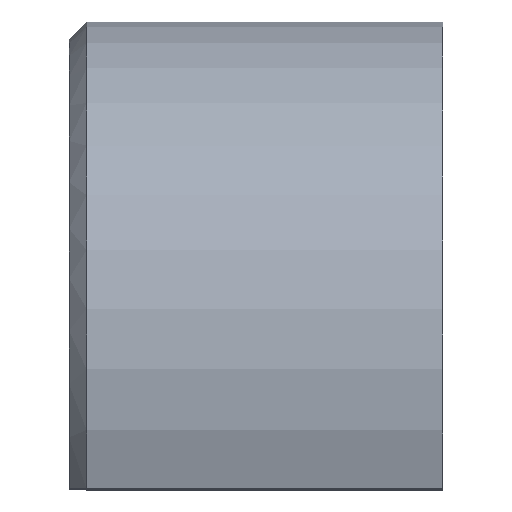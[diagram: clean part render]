
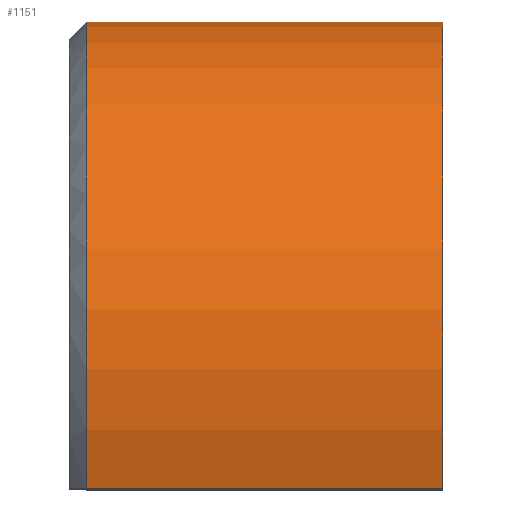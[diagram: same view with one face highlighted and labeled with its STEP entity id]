
A CAD part, top view. The second image highlights one B-rep face of the part: STEP entity #1151.
In plain terms, the highlighted cylindrical face has radius 30 mm (diameter 60 mm), a partial arc.
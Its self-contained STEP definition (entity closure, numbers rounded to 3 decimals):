
#216=CARTESIAN_POINT('',(0.,30.0,0.));
#217=VERTEX_POINT('',#216);
#218=CARTESIAN_POINT('',(-30.5,30.,0.));
#219=VERTEX_POINT('',#218);
#220=CARTESIAN_POINT('',(0.,30.0,0.));
#221=DIRECTION('',(-1.0,0.0,0.0));
#222=VECTOR('',#221,30.5);
#223=LINE('',#220,#222);
#224=EDGE_CURVE('',#217,#219,#223,.T.);
#829=CARTESIAN_POINT('',(-30.5,-10.,28.284));
#830=VERTEX_POINT('',#829);
#844=CARTESIAN_POINT('',(-30.5,0.,0.0));
#845=DIRECTION('',(-1.0,0.0,0.0));
#846=DIRECTION('',(0.0,1.0,0.0));
#847=AXIS2_PLACEMENT_3D('',#844,#845,#846);
#848=CIRCLE('',#847,30.);
#849=EDGE_CURVE('',#830,#219,#848,.T.);
#1051=CARTESIAN_POINT('',(0.,-10.,28.284));
#1052=VERTEX_POINT('',#1051);
#1059=CARTESIAN_POINT('',(-30.5,-10.,28.284));
#1060=DIRECTION('',(1.0,0.0,0.0));
#1061=VECTOR('',#1060,30.5);
#1062=LINE('',#1059,#1061);
#1063=EDGE_CURVE('',#830,#1052,#1062,.T.);
#1134=CARTESIAN_POINT('',(-16.,0.,0.0));
#1135=DIRECTION('',(-1.0,0.,0.0));
#1136=DIRECTION('',(0.0,1.0,0.0));
#1137=AXIS2_PLACEMENT_3D('',#1134,#1135,#1136);
#1138=CYLINDRICAL_SURFACE('',#1137,30.);
#1139=ORIENTED_EDGE('',*,*,#224,.T.);
#1140=ORIENTED_EDGE('',*,*,#849,.F.);
#1141=ORIENTED_EDGE('',*,*,#1063,.T.);
#1142=CARTESIAN_POINT('',(0.,0.,0.0));
#1143=DIRECTION('',(-1.0,0.0,0.0));
#1144=DIRECTION('',(0.0,1.0,0.0));
#1145=AXIS2_PLACEMENT_3D('',#1142,#1143,#1144);
#1146=CIRCLE('',#1145,30.0);
#1147=EDGE_CURVE('',#1052,#217,#1146,.T.);
#1148=ORIENTED_EDGE('',*,*,#1147,.T.);
#1149=EDGE_LOOP('',(#1139,#1140,#1141,#1148));
#1150=FACE_OUTER_BOUND('',#1149,.T.);
#1151=ADVANCED_FACE('',(#1150),#1138,.T.);
